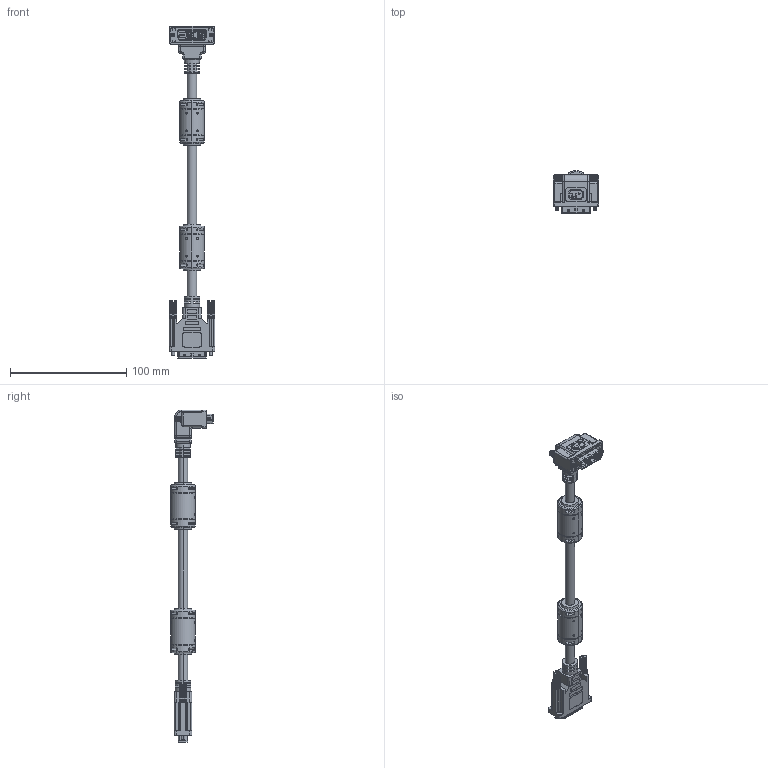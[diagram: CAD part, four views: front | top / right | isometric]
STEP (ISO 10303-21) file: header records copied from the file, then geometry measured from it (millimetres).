
FILE_DESCRIPTION (( 'STEP AP203' ), '1' );
FILE_NAME ('DVIDS-RA.STEP', '2011-02-28T16:45:55', ( 'x' ), ( 'Microsoft' ), 'SwSTEP 2.0', 'SolidWorks 2010', '' );
FILE_SCHEMA (( 'CONFIG_CONTROL_DESIGN' ));
Products named in the file (12): DVI-ISL(18+5)M FERRITE AND JACKET(FOR ASSEMBLY)_默认; 1AJ02-035_??; MTN-545_??; 1AM07-031_??; MTN-285_??; DVIDS-RA; DVI-ISL CABLELINE_默认; MTN-546; DVI RA END THUMBSCREW FOR SP60512_??; 3AB14-026_??; 1AJ01-018_??; 1AH01-007_??
Assembly tree (15 placements, depth 3):
  DVIDS-RA
    DVI-ISL(18+5)M FERRITE AND JACKET(FOR ASSEMBLY)_默认  x2
    3AB14-026_??
      1AJ01-018_??
      1AJ02-035_??  x2
      1AM07-031_??
      1AH01-007_??
      MTN-285_??
    DVI-ISL CABLELINE_默认
    DVI RA END THUMBSCREW FOR SP60512_??  x2
    MTN-546
    MTN-545_??
    1AH01-007_??
Bounding box: 39.09 x 36.85 x 285.63 mm (x, y, z)
Volume: 75411.3 mm3; surface area: 55967.6 mm2
Topology: 26 solids, 26 shells, 4487 faces, 11280 edges, 7062 vertices
Faces by surface type: plane 2427, bspline 951, cylinder 859, cone 120, torus 118, sphere 12
Entity records: 106594 total; most frequent: CARTESIAN_POINT 37875, ORIENTED_EDGE 15002, DIRECTION 12576, EDGE_CURVE 7501, LINE 4858, VECTOR 4858, VERTEX_POINT 4735, AXIS2_PLACEMENT_3D 3859
